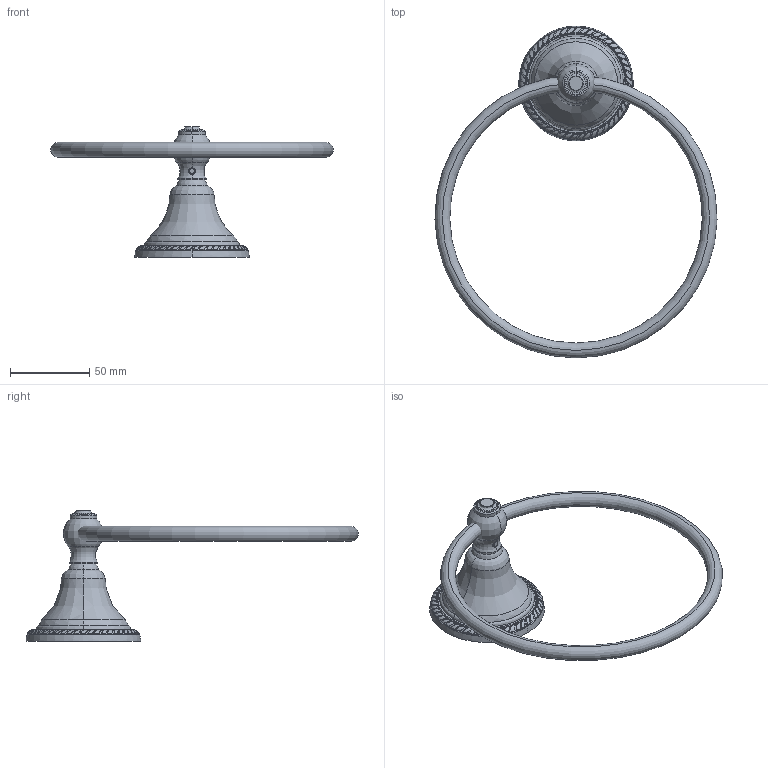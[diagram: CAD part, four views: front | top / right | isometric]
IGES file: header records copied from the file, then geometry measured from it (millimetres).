
Start section:  PTC IGES file: 15-09_web.igs
Global section: file name: 15-09_web.igs; native system: Pro/ENGINEER by Parametric Technology Corporation; preprocessor: 2009300; author: rathishkumar; organization: Unknown; date: 20100713.102957; units: inch
Bounding box: 177.63 x 209.05 x 82.42 mm (x, y, z)
Surface area: 36116.7 mm2 (no closed solid volume)
Topology: 0 solids, 0 shells, 391 faces, 1699 edges, 1699 vertices
Faces by surface type: revolution 179, bspline 112, extrusion 100
